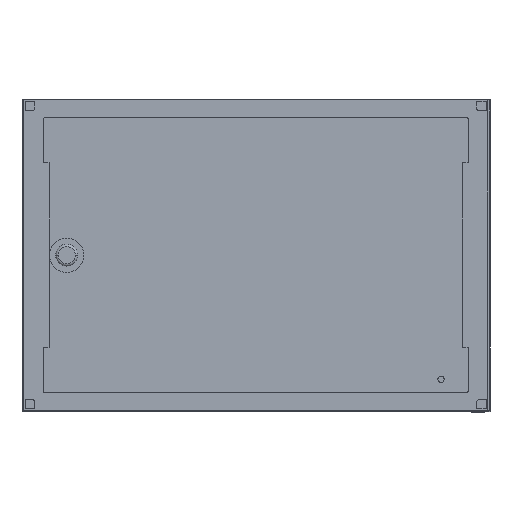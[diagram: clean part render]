
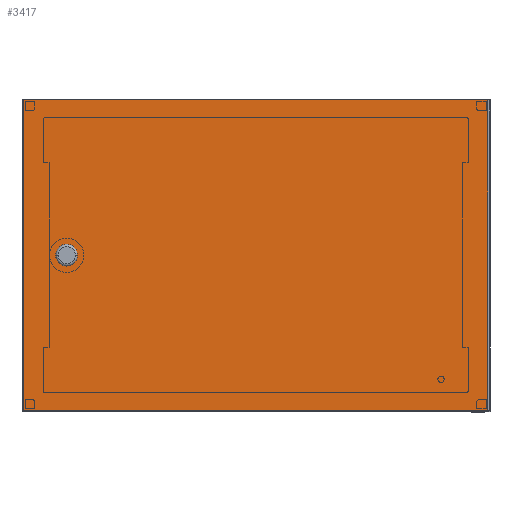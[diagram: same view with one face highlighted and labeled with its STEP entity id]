
A CAD part, top view. The second image highlights one B-rep face of the part: STEP entity #3417.
In plain terms, the highlighted face is planar.
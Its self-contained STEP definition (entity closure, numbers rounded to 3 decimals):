
#125 = DIRECTION ( 'NONE',  ( -1., 0., 0. ) ) ;
#137 = DIRECTION ( 'NONE',  ( 0., 1., 0. ) ) ;
#377 = CARTESIAN_POINT ( 'NONE',  ( 297.5, 199.25, 0. ) ) ;
#397 = VERTEX_POINT ( 'NONE', #3739 ) ;
#402 = LINE ( 'NONE', #5347, #3318 ) ;
#431 = CARTESIAN_POINT ( 'NONE',  ( 297.5, -199.25, 0. ) ) ;
#781 = FACE_BOUND ( 'NONE', #1730, .T. ) ;
#862 = ORIENTED_EDGE ( 'NONE', *, *, #7779, .F. ) ;
#939 = FACE_OUTER_BOUND ( 'NONE', #7947, .T. ) ;
#1327 = EDGE_CURVE ( 'NONE', #8636, #397, #4084, .T. ) ;
#1710 = DIRECTION ( 'NONE',  ( 0., 0., -1. ) ) ;
#1730 = EDGE_LOOP ( 'NONE', ( #2123, #8046 ) ) ;
#1836 = AXIS2_PLACEMENT_3D ( 'NONE', #3157, #7973, #5599 ) ;
#1841 = LINE ( 'NONE', #5020, #3693 ) ;
#2071 = CARTESIAN_POINT ( 'NONE',  ( -297.5, -199.25, 0. ) ) ;
#2096 = CARTESIAN_POINT ( 'NONE',  ( -297.5, 199.25, 0. ) ) ;
#2123 = ORIENTED_EDGE ( 'NONE', *, *, #1327, .F. ) ;
#2699 = EDGE_CURVE ( 'NONE', #397, #8636, #4544, .T. ) ;
#2718 = DIRECTION ( 'NONE',  ( 0., 0., -1. ) ) ;
#2740 = ORIENTED_EDGE ( 'NONE', *, *, #7445, .F. ) ;
#2912 = LINE ( 'NONE', #2096, #7989 ) ;
#3157 = CARTESIAN_POINT ( 'NONE',  ( 242.5, 0., 0. ) ) ;
#3318 = VECTOR ( 'NONE', #4382, 1000. ) ;
#3417 = ADVANCED_FACE ( 'NONE', ( #781, #939 ), #9997, .T. ) ;
#3693 = VECTOR ( 'NONE', #137, 1000. ) ;
#3739 = CARTESIAN_POINT ( 'NONE',  ( 228.5, 0., 0. ) ) ;
#4084 = CIRCLE ( 'NONE', #1836, 14. ) ;
#4247 = EDGE_CURVE ( 'NONE', #7096, #5173, #1841, .T. ) ;
#4382 = DIRECTION ( 'NONE',  ( -1., 0., 0. ) ) ;
#4544 = CIRCLE ( 'NONE', #8529, 14. ) ;
#5020 = CARTESIAN_POINT ( 'NONE',  ( 297.5, 199.25, 0. ) ) ;
#5173 = VERTEX_POINT ( 'NONE', #377 ) ;
#5259 = DIRECTION ( 'NONE',  ( -1., 0., 0. ) ) ;
#5347 = CARTESIAN_POINT ( 'NONE',  ( 297.5, 199.25, 0. ) ) ;
#5550 = VECTOR ( 'NONE', #6122, 1000. ) ;
#5599 = DIRECTION ( 'NONE',  ( -1., 0., 0. ) ) ;
#6065 = LINE ( 'NONE', #7797, #5550 ) ;
#6122 = DIRECTION ( 'NONE',  ( 1., 0., 0. ) ) ;
#7096 = VERTEX_POINT ( 'NONE', #431 ) ;
#7445 = EDGE_CURVE ( 'NONE', #9684, #7096, #6065, .T. ) ;
#7701 = CARTESIAN_POINT ( 'NONE',  ( 242.5, 0., 0. ) ) ;
#7754 = CARTESIAN_POINT ( 'NONE',  ( 256.5, 0., 0. ) ) ;
#7779 = EDGE_CURVE ( 'NONE', #5173, #9344, #402, .T. ) ;
#7797 = CARTESIAN_POINT ( 'NONE',  ( 297.5, -199.25, 0. ) ) ;
#7808 = EDGE_CURVE ( 'NONE', #9344, #9684, #2912, .T. ) ;
#7947 = EDGE_LOOP ( 'NONE', ( #8645, #862, #9242, #2740 ) ) ;
#7973 = DIRECTION ( 'NONE',  ( 0., 0., -1. ) ) ;
#7989 = VECTOR ( 'NONE', #9515, 1000. ) ;
#8046 = ORIENTED_EDGE ( 'NONE', *, *, #2699, .F. ) ;
#8529 = AXIS2_PLACEMENT_3D ( 'NONE', #7701, #2718, #5259 ) ;
#8636 = VERTEX_POINT ( 'NONE', #7754 ) ;
#8645 = ORIENTED_EDGE ( 'NONE', *, *, #7808, .F. ) ;
#9242 = ORIENTED_EDGE ( 'NONE', *, *, #4247, .F. ) ;
#9344 = VERTEX_POINT ( 'NONE', #9897 ) ;
#9515 = DIRECTION ( 'NONE',  ( 0., -1., 0. ) ) ;
#9684 = VERTEX_POINT ( 'NONE', #2071 ) ;
#9748 = AXIS2_PLACEMENT_3D ( 'NONE', #10653, #1710, #125 ) ;
#9897 = CARTESIAN_POINT ( 'NONE',  ( -297.5, 199.25, 0. ) ) ;
#9997 = PLANE ( 'NONE',  #9748 ) ;
#10653 = CARTESIAN_POINT ( 'NONE',  ( 0., 0., 0. ) ) ;
